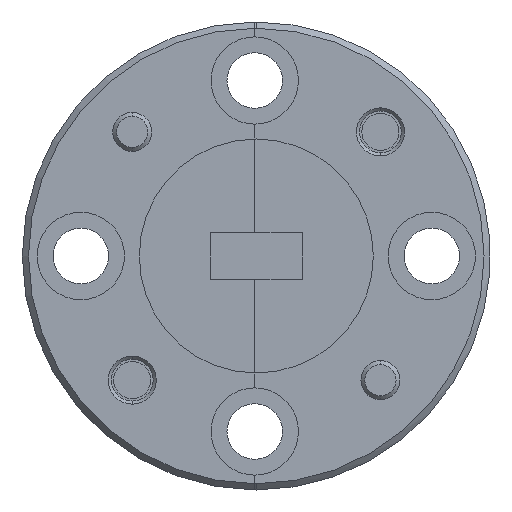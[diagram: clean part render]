
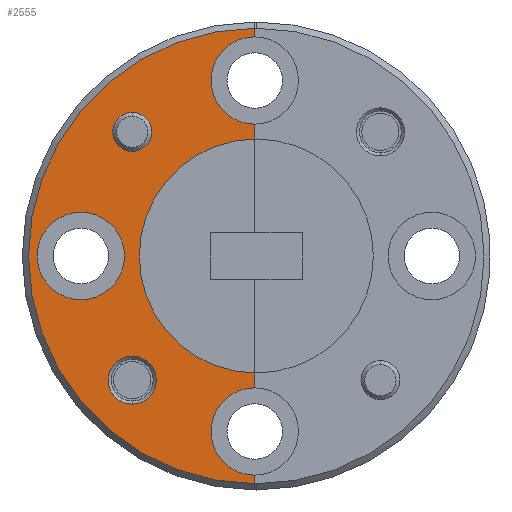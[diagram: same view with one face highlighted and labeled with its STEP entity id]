
A CAD part, left-side view. The second image highlights one B-rep face of the part: STEP entity #2555.
In plain terms, the highlighted planar face has unit normal (-1, 0, 0).
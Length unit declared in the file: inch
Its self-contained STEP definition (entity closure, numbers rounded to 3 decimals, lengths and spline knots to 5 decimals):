
#167 = DIRECTION ( 'NONE',  ( 0., 0., 1. ) ) ;
#186 = CARTESIAN_POINT ( 'NONE',  ( -0.57, 0., 0. ) ) ;
#229 = CARTESIAN_POINT ( 'NONE',  ( -0.57, 0., 0. ) ) ;
#258 = EDGE_CURVE ( 'Defeatured_0_9+Defeatured_0_0+Defeatured_0_68+Defeatured_0_204', #8473, #4205, #5838, .T. ) ;
#336 = EDGE_CURVE ( 'Defeatured_0_214+Defeatured_0_0+Defeatured_0_0+Defeatured_0_0', #7126, #2867, #6789, .T. ) ;
#402 = CARTESIAN_POINT ( 'NONE',  ( -0.57, 0., 0.35125 ) ) ;
#482 = ORIENTED_EDGE ( 'NONE', *, *, #1804, .F. ) ;
#571 = CARTESIAN_POINT ( 'NONE',  ( -0.57, 0.19637, 0.23012 ) ) ;
#574 = EDGE_LOOP ( 'NONE', ( #6058, #6745, #482, #1451, #3248, #7127, #3790, #4181 ) ) ;
#682 = CARTESIAN_POINT ( 'NONE',  ( -0.57, 0.19637, -0.23737 ) ) ;
#685 = CIRCLE ( 'NONE', #4196, 0.07 ) ;
#958 = EDGE_CURVE ( 'Defeatured_0_0+Defeatured_0_5+Defeatured_0_5+Defeatured_0_5', #5123, #2779, #7311, .T. ) ;
#1033 = DIRECTION ( 'NONE',  ( -1., 0., 0. ) ) ;
#1088 = DIRECTION ( 'NONE',  ( -1., 0., 0. ) ) ;
#1264 = LINE ( 'NONE', #4890, #6072 ) ;
#1393 = FACE_BOUND ( 'NONE', #5677, .T. ) ;
#1431 = CARTESIAN_POINT ( 'NONE',  ( -0.57, -0.0025, 0. ) ) ;
#1451 = ORIENTED_EDGE ( 'NONE', *, *, #8044, .F. ) ;
#1598 = CARTESIAN_POINT ( 'NONE',  ( -0.57, 0., 0.21125 ) ) ;
#1614 = DIRECTION ( 'NONE',  ( -1., 0., 0. ) ) ;
#1673 = CARTESIAN_POINT ( 'NONE',  ( -0.57, 0., -0.35125 ) ) ;
#1707 = DIRECTION ( 'NONE',  ( 0., 0., 1. ) ) ;
#1720 = CARTESIAN_POINT ( 'NONE',  ( -0.57, 0.27875, 0. ) ) ;
#1756 = VERTEX_POINT ( 'NONE', #1673 ) ;
#1804 = EDGE_CURVE ( 'Defeatured_0_46+Defeatured_0_0+Defeatured_0_66+Defeatured_0_66', #4615, #1889, #5919, .T. ) ;
#1813 = EDGE_LOOP ( 'NONE', ( #3813, #2960 ) ) ;
#1841 = CARTESIAN_POINT ( 'NONE',  ( -0.57, 0., -0.28125 ) ) ;
#1889 = VERTEX_POINT ( 'NONE', #5275 ) ;
#1930 = CARTESIAN_POINT ( 'NONE',  ( -0.57, 0.27875, -0.07 ) ) ;
#1932 = CIRCLE ( 'NONE', #2471, 0.365 ) ;
#2027 = CARTESIAN_POINT ( 'NONE',  ( -0.57, 0.19637, 0.19887 ) ) ;
#2119 = DIRECTION ( 'NONE',  ( -1., 0., 0. ) ) ;
#2281 = PLANE ( 'NONE',  #5362 ) ;
#2297 = DIRECTION ( 'NONE',  ( 0., 0., -1. ) ) ;
#2325 = FACE_BOUND ( 'NONE', #1813, .T. ) ;
#2385 = DIRECTION ( 'NONE',  ( 0., 0., 1. ) ) ;
#2471 = AXIS2_PLACEMENT_3D ( 'NONE', #4989, #1088, #5640 ) ;
#2493 = DIRECTION ( 'NONE',  ( 0., 0., 1. ) ) ;
#2516 = CIRCLE ( 'NONE', #3153, 0.07 ) ;
#2555 = ADVANCED_FACE ( 'Defeatured_0_0', ( #2325, #1393, #7594, #4067 ), #2281, .T. ) ;
#2571 = AXIS2_PLACEMENT_3D ( 'NONE', #1720, #6312, #2385 ) ;
#2577 = VERTEX_POINT ( 'NONE', #6228 ) ;
#2589 = CIRCLE ( 'NONE', #2571, 0.07 ) ;
#2652 = CARTESIAN_POINT ( 'NONE',  ( -0.57, 0.19637, -0.16037 ) ) ;
#2676 = DIRECTION ( 'NONE',  ( 0., 0., 1. ) ) ;
#2713 = CARTESIAN_POINT ( 'NONE',  ( -0.57, 0.19637, 0.19887 ) ) ;
#2772 = VERTEX_POINT ( 'NONE', #8450 ) ;
#2779 = VERTEX_POINT ( 'NONE', #571 ) ;
#2807 = CIRCLE ( 'NONE', #2987, 0.07 ) ;
#2848 = DIRECTION ( 'NONE',  ( 0., 0., 1. ) ) ;
#2849 = DIRECTION ( 'NONE',  ( 1., 0., 0. ) ) ;
#2867 = VERTEX_POINT ( 'NONE', #682 ) ;
#2919 = DIRECTION ( 'NONE',  ( -1., 0., 0. ) ) ;
#2960 = ORIENTED_EDGE ( 'NONE', *, *, #3532, .F. ) ;
#2987 = AXIS2_PLACEMENT_3D ( 'NONE', #4941, #1033, #5591 ) ;
#3091 = VERTEX_POINT ( 'NONE', #1598 ) ;
#3153 = AXIS2_PLACEMENT_3D ( 'NONE', #8038, #4069, #167 ) ;
#3248 = ORIENTED_EDGE ( 'NONE', *, *, #6004, .F. ) ;
#3398 = AXIS2_PLACEMENT_3D ( 'NONE', #6036, #2119, #6729 ) ;
#3401 = ORIENTED_EDGE ( 'NONE', *, *, #6497, .T. ) ;
#3532 = EDGE_CURVE ( 'Defeatured_0_214+Defeatured_0_0+Defeatured_0_0+Defeatured_0_0', #2867, #7126, #3665, .T. ) ;
#3665 = CIRCLE ( 'NONE', #3398, 0.0385 ) ;
#3790 = ORIENTED_EDGE ( 'NONE', *, *, #4190, .T. ) ;
#3813 = ORIENTED_EDGE ( 'NONE', *, *, #336, .F. ) ;
#3830 = ORIENTED_EDGE ( 'NONE', *, *, #6193, .F. ) ;
#4003 = EDGE_CURVE ( 'Defeatured_0_9+Defeatured_0_0+Defeatured_0_66+Defeatured_0_207', #1889, #2772, #8028, .T. ) ;
#4067 = FACE_BOUND ( 'NONE', #8197, .T. ) ;
#4069 = DIRECTION ( 'NONE',  ( -1., 0., 0. ) ) ;
#4181 = ORIENTED_EDGE ( 'NONE', *, *, #5486, .F. ) ;
#4190 = EDGE_CURVE ( 'Defeatured_0_0+Defeatured_0_48+Defeatured_0_9+Defeatured_0_9', #8473, #6381, #1932, .T. ) ;
#4196 = AXIS2_PLACEMENT_3D ( 'NONE', #1841, #6424, #2493 ) ;
#4205 = VERTEX_POINT ( 'NONE', #402 ) ;
#4242 = CIRCLE ( 'NONE', #5458, 0.03125 ) ;
#4287 = VECTOR ( 'NONE', #6029, 39.37008 ) ;
#4415 = ORIENTED_EDGE ( 'NONE', *, *, #958, .T. ) ;
#4472 = LINE ( 'NONE', #229, #7796 ) ;
#4615 = VERTEX_POINT ( 'NONE', #7636 ) ;
#4640 = AXIS2_PLACEMENT_3D ( 'NONE', #7496, #7465, #7510 ) ;
#4890 = CARTESIAN_POINT ( 'NONE',  ( -0.57, 0., 0. ) ) ;
#4941 = CARTESIAN_POINT ( 'NONE',  ( -0.57, 0.27875, 0. ) ) ;
#4989 = CARTESIAN_POINT ( 'NONE',  ( -0.57, -0.0025, 0. ) ) ;
#5123 = VERTEX_POINT ( 'NONE', #7040 ) ;
#5211 = CARTESIAN_POINT ( 'NONE',  ( -0.57, 0., 0.36499 ) ) ;
#5275 = CARTESIAN_POINT ( 'NONE',  ( -0.57, 0., -0.18748 ) ) ;
#5362 = AXIS2_PLACEMENT_3D ( 'NONE', #7532, #2919, #7564 ) ;
#5411 = AXIS2_PLACEMENT_3D ( 'NONE', #1431, #1614, #1707 ) ;
#5458 = AXIS2_PLACEMENT_3D ( 'NONE', #2027, #6626, #2676 ) ;
#5486 = EDGE_CURVE ( 'Defeatured_0_9+Defeatured_0_0+Defeatured_0_207+Defeatured_0_68', #1756, #6381, #4472, .T. ) ;
#5591 = DIRECTION ( 'NONE',  ( 0., 0., 1. ) ) ;
#5620 = VECTOR ( 'NONE', #6869, 39.37008 ) ;
#5640 = DIRECTION ( 'NONE',  ( 0., 0., 1. ) ) ;
#5677 = EDGE_LOOP ( 'NONE', ( #3830, #6508 ) ) ;
#5746 = EDGE_CURVE ( 'Defeatured_0_207+Defeatured_0_0+Defeatured_0_9+Defeatured_0_9', #2772, #1756, #685, .T. ) ;
#5838 = LINE ( 'NONE', #6838, #5620 ) ;
#5919 = CIRCLE ( 'NONE', #5411, 0.1875 ) ;
#6004 = EDGE_CURVE ( 'Defeatured_0_204+Defeatured_0_0+Defeatured_0_9+Defeatured_0_9', #4205, #3091, #2516, .T. ) ;
#6018 = DIRECTION ( 'NONE',  ( 0., 0., -1. ) ) ;
#6029 = DIRECTION ( 'NONE',  ( 0., 0., -1. ) ) ;
#6036 = CARTESIAN_POINT ( 'NONE',  ( -0.57, 0.19637, -0.19887 ) ) ;
#6058 = ORIENTED_EDGE ( 'NONE', *, *, #5746, .F. ) ;
#6072 = VECTOR ( 'NONE', #2297, 39.37008 ) ;
#6193 = EDGE_CURVE ( 'Defeatured_0_212+Defeatured_0_0+Defeatured_0_0+Defeatured_0_0', #2577, #7014, #2807, .T. ) ;
#6228 = CARTESIAN_POINT ( 'NONE',  ( -0.57, 0.27875, 0.07 ) ) ;
#6312 = DIRECTION ( 'NONE',  ( -1., 0., 0. ) ) ;
#6381 = VERTEX_POINT ( 'NONE', #8489 ) ;
#6424 = DIRECTION ( 'NONE',  ( -1., 0., 0. ) ) ;
#6497 = EDGE_CURVE ( 'Defeatured_0_0+Defeatured_0_5+Defeatured_0_5+Defeatured_0_5', #2779, #5123, #4242, .T. ) ;
#6508 = ORIENTED_EDGE ( 'NONE', *, *, #8097, .F. ) ;
#6626 = DIRECTION ( 'NONE',  ( 1., 0., 0. ) ) ;
#6729 = DIRECTION ( 'NONE',  ( 0., 0., 1. ) ) ;
#6745 = ORIENTED_EDGE ( 'NONE', *, *, #4003, .F. ) ;
#6789 = CIRCLE ( 'NONE', #4640, 0.0385 ) ;
#6838 = CARTESIAN_POINT ( 'NONE',  ( -0.57, 0., 0. ) ) ;
#6869 = DIRECTION ( 'NONE',  ( 0., 0., -1. ) ) ;
#6987 = AXIS2_PLACEMENT_3D ( 'NONE', #2713, #2849, #2848 ) ;
#7014 = VERTEX_POINT ( 'NONE', #1930 ) ;
#7040 = CARTESIAN_POINT ( 'NONE',  ( -0.57, 0.19637, 0.16762 ) ) ;
#7126 = VERTEX_POINT ( 'NONE', #2652 ) ;
#7127 = ORIENTED_EDGE ( 'NONE', *, *, #258, .F. ) ;
#7311 = CIRCLE ( 'NONE', #6987, 0.03125 ) ;
#7465 = DIRECTION ( 'NONE',  ( -1., 0., 0. ) ) ;
#7496 = CARTESIAN_POINT ( 'NONE',  ( -0.57, 0.19637, -0.19887 ) ) ;
#7510 = DIRECTION ( 'NONE',  ( 0., 0., 1. ) ) ;
#7532 = CARTESIAN_POINT ( 'NONE',  ( -0.57, -0.0025, 0. ) ) ;
#7564 = DIRECTION ( 'NONE',  ( 0., 0., 1. ) ) ;
#7594 = FACE_OUTER_BOUND ( 'NONE', #574, .T. ) ;
#7636 = CARTESIAN_POINT ( 'NONE',  ( -0.57, 0., 0.18748 ) ) ;
#7796 = VECTOR ( 'NONE', #6018, 39.37008 ) ;
#8028 = LINE ( 'NONE', #186, #4287 ) ;
#8038 = CARTESIAN_POINT ( 'NONE',  ( -0.57, 0., 0.28125 ) ) ;
#8044 = EDGE_CURVE ( 'Defeatured_0_9+Defeatured_0_0+Defeatured_0_204+Defeatured_0_66', #3091, #4615, #1264, .T. ) ;
#8097 = EDGE_CURVE ( 'Defeatured_0_212+Defeatured_0_0+Defeatured_0_0+Defeatured_0_0', #7014, #2577, #2589, .T. ) ;
#8197 = EDGE_LOOP ( 'NONE', ( #4415, #3401 ) ) ;
#8450 = CARTESIAN_POINT ( 'NONE',  ( -0.57, 0., -0.21125 ) ) ;
#8473 = VERTEX_POINT ( 'NONE', #5211 ) ;
#8489 = CARTESIAN_POINT ( 'NONE',  ( -0.57, 0., -0.36499 ) ) ;
